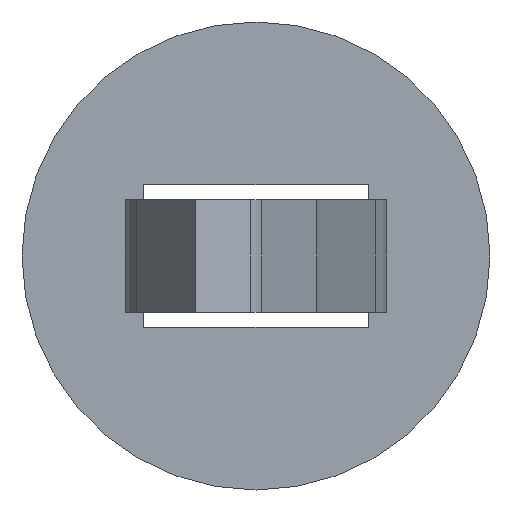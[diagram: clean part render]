
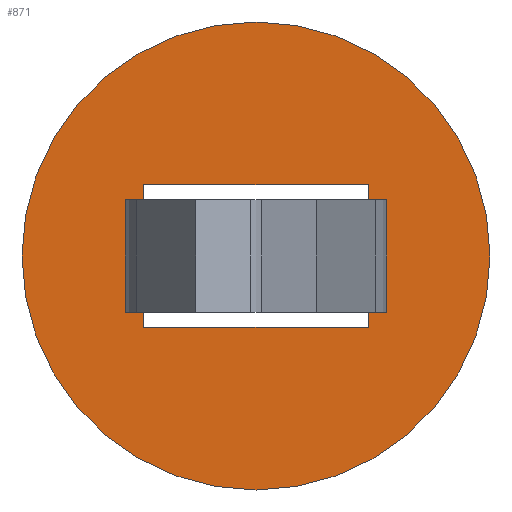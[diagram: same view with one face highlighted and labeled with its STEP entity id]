
A CAD part, front view. The second image highlights one B-rep face of the part: STEP entity #871.
In plain terms, the highlighted planar face has unit normal (0, -1, 0).
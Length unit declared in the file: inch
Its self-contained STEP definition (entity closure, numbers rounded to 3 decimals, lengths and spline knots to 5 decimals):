
#5 = VECTOR ( 'NONE', #795, 39.37008 ) ;
#122 = VECTOR ( 'NONE', #1240, 39.37008 ) ;
#135 = ORIENTED_EDGE ( 'NONE', *, *, #1432, .F. ) ;
#136 = VECTOR ( 'NONE', #1014, 39.37008 ) ;
#216 = LINE ( 'NONE', #1246, #122 ) ;
#313 = ORIENTED_EDGE ( 'NONE', *, *, #1224, .F. ) ;
#485 = CARTESIAN_POINT ( 'NONE',  ( 0.02009, -0.09059, -0.05232 ) ) ;
#627 = AXIS2_PLACEMENT_3D ( 'NONE', #907, #899, #895 ) ;
#661 = CARTESIAN_POINT ( 'NONE',  ( 0.02009, -0.09059, 0.01018 ) ) ;
#730 = CARTESIAN_POINT ( 'NONE',  ( 0.05009, -0.09059, 0.02918 ) ) ;
#743 = FACE_OUTER_BOUND ( 'NONE', #1098, .T. ) ;
#782 = CIRCLE ( 'NONE', #1193, 0.0625 ) ;
#790 = CARTESIAN_POINT ( 'NONE',  ( 0.05009, -0.09059, 0.02918 ) ) ;
#795 = DIRECTION ( 'NONE',  ( -1., 0., 0. ) ) ;
#815 = EDGE_CURVE ( 'NONE', #1362, #1211, #216, .T. ) ;
#822 = FACE_BOUND ( 'NONE', #1060, .T. ) ;
#829 = VERTEX_POINT ( 'NONE', #1280 ) ;
#860 = CARTESIAN_POINT ( 'NONE',  ( 0.05009, -0.09059, -0.00882 ) ) ;
#871 = ADVANCED_FACE ( 'NONE', ( #822, #743 ), #989, .F. ) ;
#895 = DIRECTION ( 'NONE',  ( 0., 0., 1. ) ) ;
#899 = DIRECTION ( 'NONE',  ( 0., 1., 0. ) ) ;
#907 = CARTESIAN_POINT ( 'NONE',  ( 0.02009, -0.09059, 0.01018 ) ) ;
#915 = EDGE_CURVE ( 'NONE', #1538, #1362, #1596, .T. ) ;
#989 = PLANE ( 'NONE',  #627 ) ;
#1014 = DIRECTION ( 'NONE',  ( 0., 0., 1. ) ) ;
#1018 = DIRECTION ( 'NONE',  ( 1., 0., 0. ) ) ;
#1060 = EDGE_LOOP ( 'NONE', ( #1450, #1525, #135, #1557 ) ) ;
#1061 = VECTOR ( 'NONE', #1018, 39.37008 ) ;
#1098 = EDGE_LOOP ( 'NONE', ( #313 ) ) ;
#1117 = CARTESIAN_POINT ( 'NONE',  ( -0.00991, -0.09059, -0.00882 ) ) ;
#1142 = CARTESIAN_POINT ( 'NONE',  ( 0.05009, -0.09059, 0.02918 ) ) ;
#1147 = LINE ( 'NONE', #860, #1061 ) ;
#1159 = LINE ( 'NONE', #1142, #136 ) ;
#1193 = AXIS2_PLACEMENT_3D ( 'NONE', #661, #1684, #1680 ) ;
#1211 = VERTEX_POINT ( 'NONE', #1117 ) ;
#1224 = EDGE_CURVE ( 'NONE', #1676, #1676, #782, .T. ) ;
#1240 = DIRECTION ( 'NONE',  ( 0., 0., -1. ) ) ;
#1246 = CARTESIAN_POINT ( 'NONE',  ( -0.00991, -0.09059, 0.01018 ) ) ;
#1280 = CARTESIAN_POINT ( 'NONE',  ( 0.05009, -0.09059, -0.00882 ) ) ;
#1362 = VERTEX_POINT ( 'NONE', #1382 ) ;
#1382 = CARTESIAN_POINT ( 'NONE',  ( -0.00991, -0.09059, 0.02918 ) ) ;
#1396 = EDGE_CURVE ( 'NONE', #829, #1538, #1159, .T. ) ;
#1432 = EDGE_CURVE ( 'NONE', #1211, #829, #1147, .T. ) ;
#1450 = ORIENTED_EDGE ( 'NONE', *, *, #915, .F. ) ;
#1525 = ORIENTED_EDGE ( 'NONE', *, *, #1396, .F. ) ;
#1538 = VERTEX_POINT ( 'NONE', #730 ) ;
#1557 = ORIENTED_EDGE ( 'NONE', *, *, #815, .F. ) ;
#1596 = LINE ( 'NONE', #790, #5 ) ;
#1676 = VERTEX_POINT ( 'NONE', #485 ) ;
#1680 = DIRECTION ( 'NONE',  ( 0., 0., -1. ) ) ;
#1684 = DIRECTION ( 'NONE',  ( 0., 1., 0. ) ) ;
